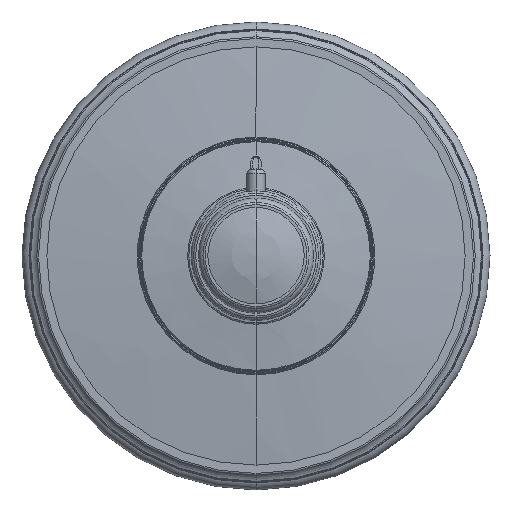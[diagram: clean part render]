
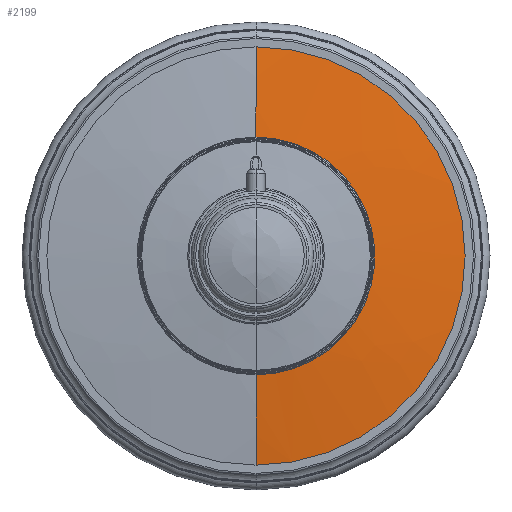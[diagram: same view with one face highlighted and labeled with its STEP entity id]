
A CAD part, top view. The second image highlights one B-rep face of the part: STEP entity #2199.
In plain terms, the highlighted free-form (B-spline) face has degree [3, 3] with [4, 4] control points.
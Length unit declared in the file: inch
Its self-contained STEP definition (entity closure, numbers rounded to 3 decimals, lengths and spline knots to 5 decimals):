
#52=CARTESIAN_POINT('',(0.,-1.71389,2.42447));
#119=CARTESIAN_POINT('',(0.,1.71389,
2.42443));
#121=CARTESIAN_POINT('',(0.,-0.00044,-20.57179));
#122=DIRECTION('',(-1.,0.,0.));
#123=DIRECTION('',(0.,-0.131,0.991));
#124=AXIS2_PLACEMENT_3D('',#121,#122,#123);
#131=CARTESIAN_POINT('',(0.,0.,-20.57179));
#132=DIRECTION('',(1.,0.,0.));
#133=DIRECTION('',(0.,0.131,0.991));
#134=AXIS2_PLACEMENT_3D('',#131,#132,#133);
#136=CARTESIAN_POINT('',(0.,1.71389,
2.42443));
#137=CARTESIAN_POINT('',(0.02762,1.71389,2.42443));
#138=CARTESIAN_POINT('',(0.08286,1.71255,2.42443));
#139=CARTESIAN_POINT('',(0.16553,1.70654,2.42443));
#140=CARTESIAN_POINT('',(0.2478,1.69655,2.42443));
#141=CARTESIAN_POINT('',(0.32949,1.6826,2.42443));
#142=CARTESIAN_POINT('',(0.4104,1.66471,2.42443));
#143=CARTESIAN_POINT('',(0.49036,1.64294,2.42443));
#144=CARTESIAN_POINT('',(0.56917,1.61733,2.42443));
#145=CARTESIAN_POINT('',(0.64665,1.58793,2.42443));
#146=CARTESIAN_POINT('',(0.72263,1.55483,2.42443));
#147=CARTESIAN_POINT('',(0.79692,1.5181,2.42443));
#148=CARTESIAN_POINT('',(0.86935,1.47781,2.42443));
#149=CARTESIAN_POINT('',(0.93975,1.43407,2.42444));
#150=CARTESIAN_POINT('',(1.00795,1.38698,2.42444));
#151=CARTESIAN_POINT('',(1.0738,1.33665,2.42444));
#152=CARTESIAN_POINT('',(1.13714,1.2832,2.42444));
#153=CARTESIAN_POINT('',(1.19783,1.22675,2.42444));
#154=CARTESIAN_POINT('',(1.25571,1.16743,2.42444));
#155=CARTESIAN_POINT('',(1.31066,1.10538,2.42444));
#156=CARTESIAN_POINT('',(1.36254,1.04075,2.42444));
#157=CARTESIAN_POINT('',(1.41124,0.9737,2.42444));
#158=CARTESIAN_POINT('',(1.45664,0.90437,2.42444));
#159=CARTESIAN_POINT('',(1.49863,0.83294,2.42444));
#160=CARTESIAN_POINT('',(1.53712,0.75957,2.42444));
#161=CARTESIAN_POINT('',(1.57202,0.68442,2.42444));
#162=CARTESIAN_POINT('',(1.60325,0.60769,2.42444));
#163=CARTESIAN_POINT('',(1.63073,0.52954,2.42444));
#164=CARTESIAN_POINT('',(1.6544,0.45016,2.42444));
#165=CARTESIAN_POINT('',(1.67421,0.36975,2.42445));
#166=CARTESIAN_POINT('',(1.69011,0.28848,2.42445));
#167=CARTESIAN_POINT('',(1.70207,0.20654,2.42445));
#168=CARTESIAN_POINT('',(1.71005,0.12413,2.42445));
#169=CARTESIAN_POINT('',(1.71405,0.04143,2.42445));
#170=CARTESIAN_POINT('',(1.71405,-0.04137,2.42445));
#171=CARTESIAN_POINT('',(1.71005,-0.12407,2.42445));
#172=CARTESIAN_POINT('',(1.70207,-0.2065,2.42445));
#173=CARTESIAN_POINT('',(1.69012,-0.28844,2.42445));
#174=CARTESIAN_POINT('',(1.67421,-0.36973,2.42445));
#175=CARTESIAN_POINT('',(1.6544,-0.45016,2.42445));
#176=CARTESIAN_POINT('',(1.63073,-0.52954,2.42445));
#177=CARTESIAN_POINT('',(1.60325,-0.60769,2.42445));
#178=CARTESIAN_POINT('',(1.57202,-0.68444,2.42446));
#179=CARTESIAN_POINT('',(1.53711,-0.75958,2.42446));
#180=CARTESIAN_POINT('',(1.49862,-0.83296,2.42446));
#181=CARTESIAN_POINT('',(1.45662,-0.9044,2.42446));
#182=CARTESIAN_POINT('',(1.41122,-0.97373,2.42446));
#183=CARTESIAN_POINT('',(1.36252,-1.04079,2.42446));
#184=CARTESIAN_POINT('',(1.31063,-1.10542,2.42446));
#185=CARTESIAN_POINT('',(1.25568,-1.16746,2.42446));
#186=CARTESIAN_POINT('',(1.19779,-1.22678,2.42446));
#187=CARTESIAN_POINT('',(1.13711,-1.28323,2.42446));
#188=CARTESIAN_POINT('',(1.07377,-1.33668,2.42446));
#189=CARTESIAN_POINT('',(1.00792,-1.38701,2.42446));
#190=CARTESIAN_POINT('',(0.93971,-1.4341,2.42446));
#191=CARTESIAN_POINT('',(0.86931,-1.47783,2.42446));
#192=CARTESIAN_POINT('',(0.79688,-1.51811,2.42446));
#193=CARTESIAN_POINT('',(0.7226,-1.55485,2.42446));
#194=CARTESIAN_POINT('',(0.64663,-1.58794,2.42446));
#195=CARTESIAN_POINT('',(0.56915,-1.61733,2.42446));
#196=CARTESIAN_POINT('',(0.49035,-1.64294,2.42446));
#197=CARTESIAN_POINT('',(0.4104,-1.66471,2.42446));
#198=CARTESIAN_POINT('',(0.32948,-1.6826,2.42447));
#199=CARTESIAN_POINT('',(0.24779,-1.69655,2.42447));
#200=CARTESIAN_POINT('',(0.16552,-1.70654,2.42447));
#201=CARTESIAN_POINT('',(0.08286,-1.71255,2.42447));
#202=CARTESIAN_POINT('',(0.02762,-1.71389,2.42447));
#203=CARTESIAN_POINT('',(0.,-1.71389,
2.42447));
#205=CARTESIAN_POINT('',(0.,-0.00022,2.2901));
#206=DIRECTION('',(0.,0.,-1.));
#207=DIRECTION('',(0.,1.,0.));
#208=AXIS2_PLACEMENT_3D('',#205,#206,#207);
#1608=CARTESIAN_POINT('',(0.,3.01624,2.2901));
#1609=CARTESIAN_POINT('',(0.,-3.01668,2.2901));
#1610=VERTEX_POINT('',#1608);
#1611=VERTEX_POINT('',#1609);
#1620=VERTEX_POINT('',#52);
#1621=VERTEX_POINT('',#119);
#2175=CARTESIAN_POINT('',(0.,1.71344,2.42447));
#2176=CARTESIAN_POINT('',(0.,2.14893,2.39202));
#2177=CARTESIAN_POINT('',(0.,2.58331,2.34722));
#2178=CARTESIAN_POINT('',(0.,3.01624,2.2901));
#2179=CARTESIAN_POINT('',(3.42733,1.71344,2.42447));
#2180=CARTESIAN_POINT('',(4.29829,2.14893,2.39202));
#2181=CARTESIAN_POINT('',(5.16706,2.58331,2.34722));
#2182=CARTESIAN_POINT('',(6.03293,3.01624,2.2901));
#2183=CARTESIAN_POINT('',(3.42733,-1.71389,2.42447));
#2184=CARTESIAN_POINT('',(4.29829,-2.14937,2.39202));
#2185=CARTESIAN_POINT('',(5.16706,-2.58375,2.34722));
#2186=CARTESIAN_POINT('',(6.03293,-3.01668,2.2901));
#2187=CARTESIAN_POINT('',(0.,-1.71389,2.42447));
#2188=CARTESIAN_POINT('',(0.,-2.14937,2.39202));
#2189=CARTESIAN_POINT('',(0.,-2.58375,2.34722));
#2190=CARTESIAN_POINT('',(0.,-3.01668,2.2901));
#2191=(BOUNDED_SURFACE()B_SPLINE_SURFACE(3,3,((#2175,#2176,#2177,#2178),(#2179,
#2180,#2181,#2182),(#2183,#2184,#2185,#2186),(#2187,#2188,#2189,#2190)),
.UNSPECIFIED.,.F.,.F.,.F.)B_SPLINE_SURFACE_WITH_KNOTS((4,4),(4,4),(0.,1.),(
0.,1.),.UNSPECIFIED.)GEOMETRIC_REPRESENTATION_ITEM()RATIONAL_B_SPLINE_SURFACE(((2.,2.,2.,2.),(
0.667,0.667,0.667,0.667),(
0.667,0.667,0.667,0.667),(
2.,2.,2.,2.)))REPRESENTATION_ITEM('')SURFACE());
#2192=ORIENTED_EDGE('',*,*,#1984,.F.);
#2193=ORIENTED_EDGE('',*,*,#2170,.F.);
#2195=ORIENTED_EDGE('',*,*,#2194,.T.);
#2196=ORIENTED_EDGE('',*,*,#2166,.T.);
#2197=EDGE_LOOP('',(#2192,#2193,#2195,#2196));
#2198=FACE_OUTER_BOUND('',#2197,.F.);
#2199=ADVANCED_FACE('',(#2198),#2191,.T.);
#125=CIRCLE('',#124,23.06);
#135=CIRCLE('',#134,23.06);
#204=B_SPLINE_CURVE_WITH_KNOTS('',3,(#136,#137,#138,#139,#140,#141,#142,#143,
#144,#145,#146,#147,#148,#149,#150,#151,#152,#153,#154,#155,#156,#157,#158,#159,
#160,#161,#162,#163,#164,#165,#166,#167,#168,#169,#170,#171,#172,#173,#174,#175,
#176,#177,#178,#179,#180,#181,#182,#183,#184,#185,#186,#187,#188,#189,#190,#191,
#192,#193,#194,#195,#196,#197,#198,#199,#200,#201,#202,#203),.UNSPECIFIED.,.F.,
.F.,(4,1,1,1,1,1,1,1,1,1,1,1,1,1,1,1,1,1,1,1,1,1,1,1,1,1,1,1,1,1,1,1,1,1,1,1,1,
1,1,1,1,1,1,1,1,1,1,1,1,1,1,1,1,1,1,1,1,1,1,1,1,1,1,1,1,4),(0.,
0.01538,0.03077,0.04615,0.06154,
0.07692,0.09231,0.10769,0.12308,
0.13846,0.15385,0.16923,0.18462,0.2,
0.21538,0.23077,0.24615,0.26154,
0.27692,0.29231,0.30769,0.32308,
0.33846,0.35385,0.36923,0.38462,0.4,
0.41538,0.43077,0.44615,0.46154,
0.47692,0.49231,0.50769,0.52308,
0.53846,0.55385,0.56923,0.58462,0.6,
0.61538,0.63077,0.64615,0.66154,
0.67692,0.69231,0.70769,0.72308,
0.73846,0.75385,0.76923,0.78462,0.8,
0.81538,0.83077,0.84615,0.86154,
0.87692,0.89231,0.90769,0.92308,
0.93846,0.95385,0.96923,0.98462,1.),
.UNSPECIFIED.);
#209=CIRCLE('',#208,3.01646);
#1984=EDGE_CURVE('',#1621,#1620,#204,.T.);
#2166=EDGE_CURVE('',#1611,#1620,#125,.T.);
#2170=EDGE_CURVE('',#1610,#1621,#135,.T.);
#2194=EDGE_CURVE('',#1610,#1611,#209,.T.);
